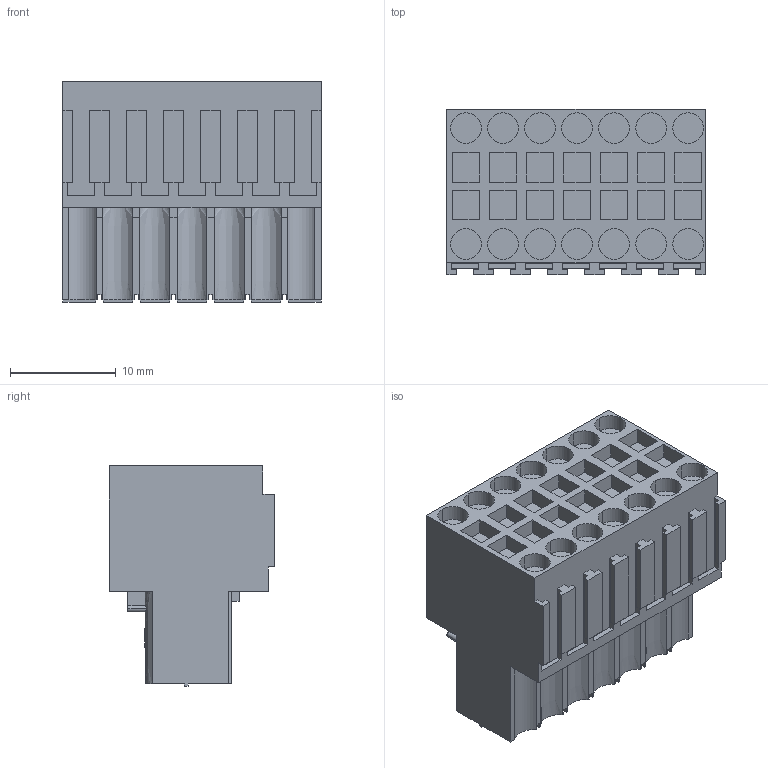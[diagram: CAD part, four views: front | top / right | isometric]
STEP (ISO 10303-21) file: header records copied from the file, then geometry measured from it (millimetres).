
FILE_DESCRIPTION(('CATIA V5 STEP Exchange','CAx-IF Rec.Pracs.--- Model Styling and Organization---1.2---2011-12-15'),'2;1');
FILE_NAME ('D1459959_0_1944630000_1944630000.stp','2017-04-20T09:38:43+00:00',('none'),('Weidmueller'),'CATIA Version 5-6 Release 2014','CATIA V5 STEP AP214','none');
FILE_SCHEMA(('AUTOMOTIVE_DESIGN { 1 0 10303 214 1 1 1 1 }'));
Length unit declared in the file: millimetre
Products named in the file (1): 1944630000
Bounding box: 24.4 x 15.6 x 20.8 mm (x, y, z)
Volume: 5518.7 mm3; surface area: 3287.6 mm2
Topology: 1 solids, 1 shells, 546 faces, 1518 edges, 1028 vertices
Faces by surface type: plane 476, cylinder 58, extrusion 12
Entity records: 16343 total; most frequent: CARTESIAN_POINT 3244, ORIENTED_EDGE 3036, DIRECTION 2116, EDGE_CURVE 1518, VECTOR 1362, LINE 1350, VERTEX_POINT 1028, EDGE_LOOP 600
